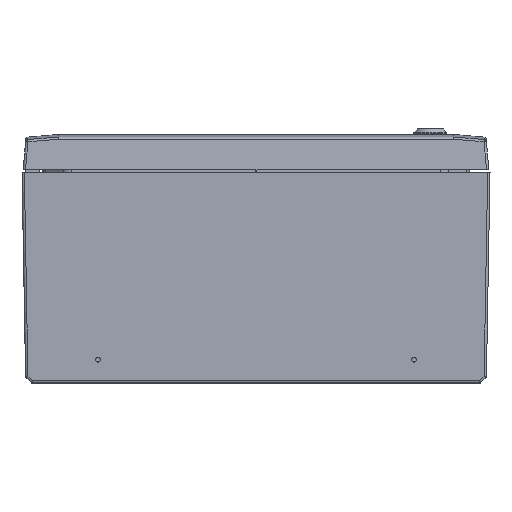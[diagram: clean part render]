
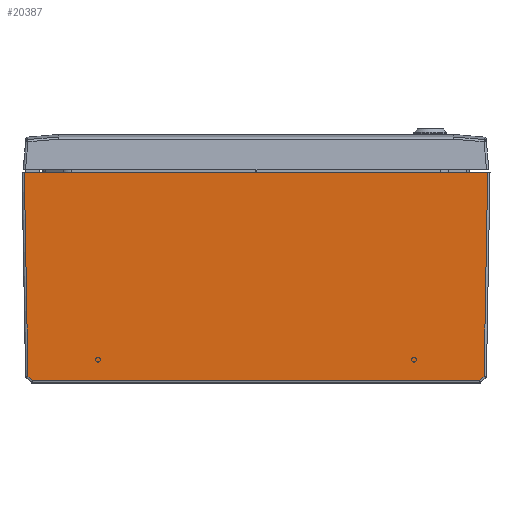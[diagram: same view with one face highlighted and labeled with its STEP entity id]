
A CAD part, front view. The second image highlights one B-rep face of the part: STEP entity #20387.
In plain terms, the highlighted planar face has unit normal (0, -1, -0.018).
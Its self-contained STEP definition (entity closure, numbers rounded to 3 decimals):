
#720 = CARTESIAN_POINT ( 'NONE',  ( -194.961, -296.961, -174.103 ) ) ;
#997 = CARTESIAN_POINT ( 'NONE',  ( -198.001, -300.001, 0.035 ) ) ;
#3216 = DIRECTION ( 'NONE',  ( 0.017, -0.017, 1. ) ) ;
#5909 = DIRECTION ( 'NONE',  ( 0.707, -0.012, 0.707 ) ) ;
#8215 = CARTESIAN_POINT ( 'NONE',  ( -200., -296.892, -178.035 ) ) ;
#8424 = FACE_OUTER_BOUND ( 'NONE', #45843, .T. ) ;
#9131 = ORIENTED_EDGE ( 'NONE', *, *, #65661, .T. ) ;
#10629 = EDGE_CURVE ( 'NONE', #23105, #11482, #19952, .T. ) ;
#11482 = VERTEX_POINT ( 'NONE', #66439 ) ;
#16474 = EDGE_CURVE ( 'NONE', #62209, #16893, #50004, .T. ) ;
#16616 = VECTOR ( 'NONE', #53213, 1000. ) ;
#16893 = VERTEX_POINT ( 'NONE', #39002 ) ;
#19952 = LINE ( 'NONE', #37357, #76344 ) ;
#20021 = ORIENTED_EDGE ( 'NONE', *, *, #26088, .F. ) ;
#20387 = ADVANCED_FACE ( 'NONE', ( #8424 ), #31625, .T. ) ;
#22500 = VECTOR ( 'NONE', #3216, 1000. ) ;
#22721 = DIRECTION ( 'NONE',  ( 1., 0., 0. ) ) ;
#23105 = VERTEX_POINT ( 'NONE', #720 ) ;
#24874 = DIRECTION ( 'NONE',  ( 1., 0., 0. ) ) ;
#26088 = EDGE_CURVE ( 'NONE', #70790, #16893, #27035, .T. ) ;
#26219 = DIRECTION ( 'NONE',  ( 0., 0.017, -1. ) ) ;
#26497 = ORIENTED_EDGE ( 'NONE', *, *, #16474, .T. ) ;
#27035 = LINE ( 'NONE', #56380, #36499 ) ;
#28326 = VERTEX_POINT ( 'NONE', #62956 ) ;
#29889 = CARTESIAN_POINT ( 'NONE',  ( 84.576, -295.034, -284.489 ) ) ;
#31459 = AXIS2_PLACEMENT_3D ( 'NONE', #72195, #42454, #26219 ) ;
#31625 = PLANE ( 'NONE',  #31459 ) ;
#33014 = CARTESIAN_POINT ( 'NONE',  ( 197.879, -299.879, -6.943 ) ) ;
#36499 = VECTOR ( 'NONE', #22721, 1000. ) ;
#37357 = CARTESIAN_POINT ( 'NONE',  ( -284.545, -298.525, -84.519 ) ) ;
#37727 = DIRECTION ( 'NONE',  ( 0.707, 0.012, -0.707 ) ) ;
#39002 = CARTESIAN_POINT ( 'NONE',  ( 198., -300., 0. ) ) ;
#41192 = CARTESIAN_POINT ( 'NONE',  ( -198., -300., 0. ) ) ;
#42454 = DIRECTION ( 'NONE',  ( 0., -1., -0.017 ) ) ;
#45009 = LINE ( 'NONE', #29889, #61747 ) ;
#45843 = EDGE_LOOP ( 'NONE', ( #48985, #26497, #20021, #69482, #49771, #9131 ) ) ;
#48985 = ORIENTED_EDGE ( 'NONE', *, *, #73735, .T. ) ;
#49771 = ORIENTED_EDGE ( 'NONE', *, *, #10629, .T. ) ;
#50004 = LINE ( 'NONE', #33014, #22500 ) ;
#51931 = CARTESIAN_POINT ( 'NONE',  ( 194.961, -296.961, -174.103 ) ) ;
#52829 = LINE ( 'NONE', #997, #16616 ) ;
#53213 = DIRECTION ( 'NONE',  ( 0.017, 0.017, -1. ) ) ;
#56380 = CARTESIAN_POINT ( 'NONE',  ( -200., -300., 0. ) ) ;
#61747 = VECTOR ( 'NONE', #5909, 1000. ) ;
#62209 = VERTEX_POINT ( 'NONE', #51931 ) ;
#62956 = CARTESIAN_POINT ( 'NONE',  ( 191.03, -296.892, -178.035 ) ) ;
#65661 = EDGE_CURVE ( 'NONE', #11482, #28326, #71651, .T. ) ;
#66357 = EDGE_CURVE ( 'NONE', #70790, #23105, #52829, .T. ) ;
#66439 = CARTESIAN_POINT ( 'NONE',  ( -191.03, -296.892, -178.035 ) ) ;
#67824 = VECTOR ( 'NONE', #24874, 1000. ) ;
#69482 = ORIENTED_EDGE ( 'NONE', *, *, #66357, .T. ) ;
#70790 = VERTEX_POINT ( 'NONE', #41192 ) ;
#71651 = LINE ( 'NONE', #8215, #67824 ) ;
#72195 = CARTESIAN_POINT ( 'NONE',  ( -200., -300., 0. ) ) ;
#73735 = EDGE_CURVE ( 'NONE', #28326, #62209, #45009, .T. ) ;
#76344 = VECTOR ( 'NONE', #37727, 1000. ) ;
